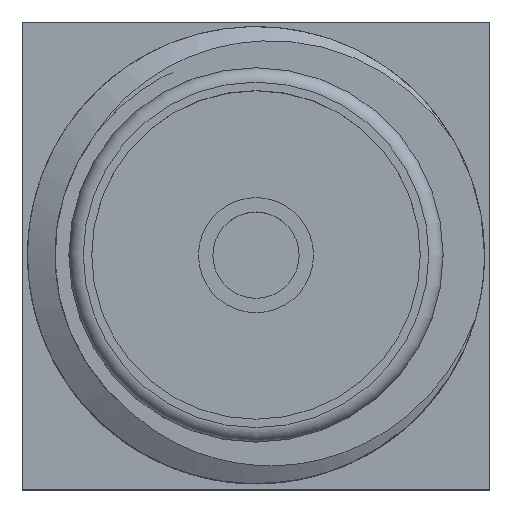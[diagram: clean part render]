
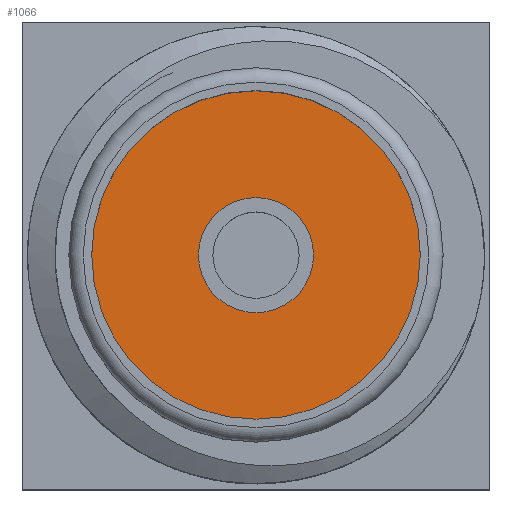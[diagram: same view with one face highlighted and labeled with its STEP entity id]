
A CAD part, top view. The second image highlights one B-rep face of the part: STEP entity #1066.
In plain terms, the highlighted planar face has unit normal (0, 0, 1).
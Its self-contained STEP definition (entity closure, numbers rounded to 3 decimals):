
#20=FACE_BOUND('',#237,.T.);
#61=CIRCLE('',#1138,0.6);
#62=CIRCLE('',#1140,2.283);
#166=FACE_OUTER_BOUND('',#236,.T.);
#236=EDGE_LOOP('',(#881));
#237=EDGE_LOOP('',(#882));
#468=VERTEX_POINT('',#2117);
#469=VERTEX_POINT('',#2121);
#585=EDGE_CURVE('',#468,#468,#61,.T.);
#586=EDGE_CURVE('',#469,#469,#62,.T.);
#881=ORIENTED_EDGE('',*,*,#586,.T.);
#882=ORIENTED_EDGE('',*,*,#585,.F.);
#932=PLANE('',#1168);
#1066=ADVANCED_FACE('',(#166,#20),#932,.T.);
#1138=AXIS2_PLACEMENT_3D('',#2119,#1334,#1335);
#1140=AXIS2_PLACEMENT_3D('',#2122,#1338,#1339);
#1168=AXIS2_PLACEMENT_3D('',#2654,#1410,#1411);
#1334=DIRECTION('center_axis',(0.,0.,1.));
#1335=DIRECTION('ref_axis',(1.,0.,0.));
#1338=DIRECTION('center_axis',(0.,0.,1.));
#1339=DIRECTION('ref_axis',(1.,0.,0.));
#1410=DIRECTION('center_axis',(0.,0.,1.));
#1411=DIRECTION('ref_axis',(1.,0.,0.));
#2117=CARTESIAN_POINT('',(-0.15,0.,7.5));
#2119=CARTESIAN_POINT('Origin',(0.45,0.,7.5));
#2121=CARTESIAN_POINT('',(-1.833,0.,7.5));
#2122=CARTESIAN_POINT('Origin',(0.45,0.,7.5));
#2654=CARTESIAN_POINT('Origin',(0.45,0.,7.5));
